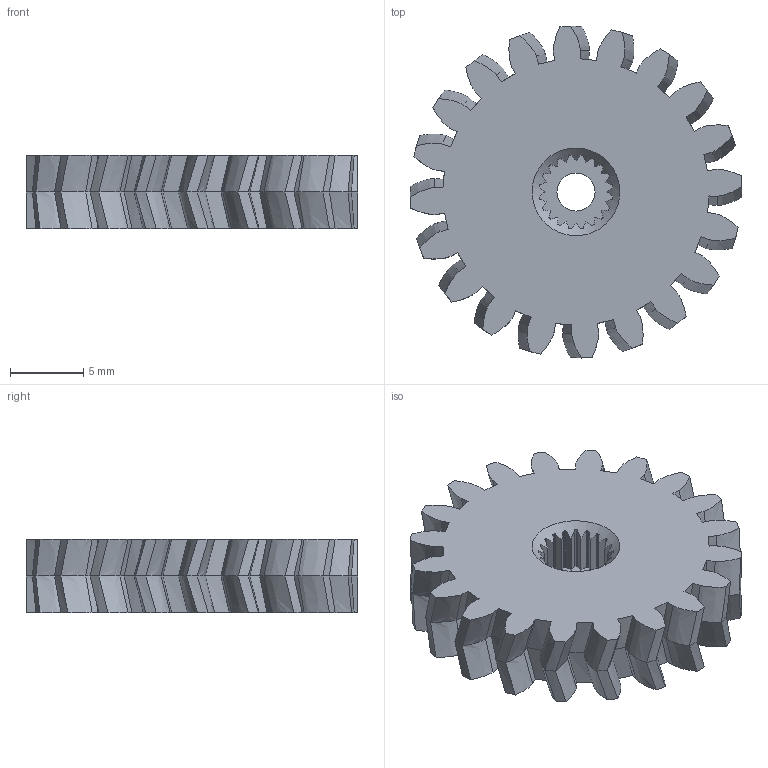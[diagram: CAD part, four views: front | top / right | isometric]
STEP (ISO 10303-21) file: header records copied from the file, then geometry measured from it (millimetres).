
FILE_DESCRIPTION(('FreeCAD Model'),'2;1');
FILE_NAME('Open CASCADE Shape Model','2023-02-02T18:03:25',(''),(''), 'Open CASCADE STEP processor 7.6','FreeCAD','Unknown');
FILE_SCHEMA(('AUTOMOTIVE_DESIGN { 1 0 10303 214 1 1 1 1 }'));
Length unit declared in the file: millimetre
Products named in the file (1): pinion__+mesh
Bounding box: 22.69 x 22.69 x 5 mm (x, y, z)
Volume: 1565.5 mm3; surface area: 1407.9 mm2
Topology: 1 solids, 1 shells, 326 faces, 849 edges, 526 vertices
Faces by surface type: bspline 242, plane 81, cone 2, cylinder 1
Full cylindrical faces by diameter (mm): 2.6 x1
Entity records: 15755 total; most frequent: CARTESIAN_POINT 9668, ORIENTED_EDGE 1698, EDGE_CURVE 849, B_SPLINE_CURVE_WITH_KNOTS 604, VERTEX_POINT 526, DIRECTION 497, FACE_BOUND 329, EDGE_LOOP 329
